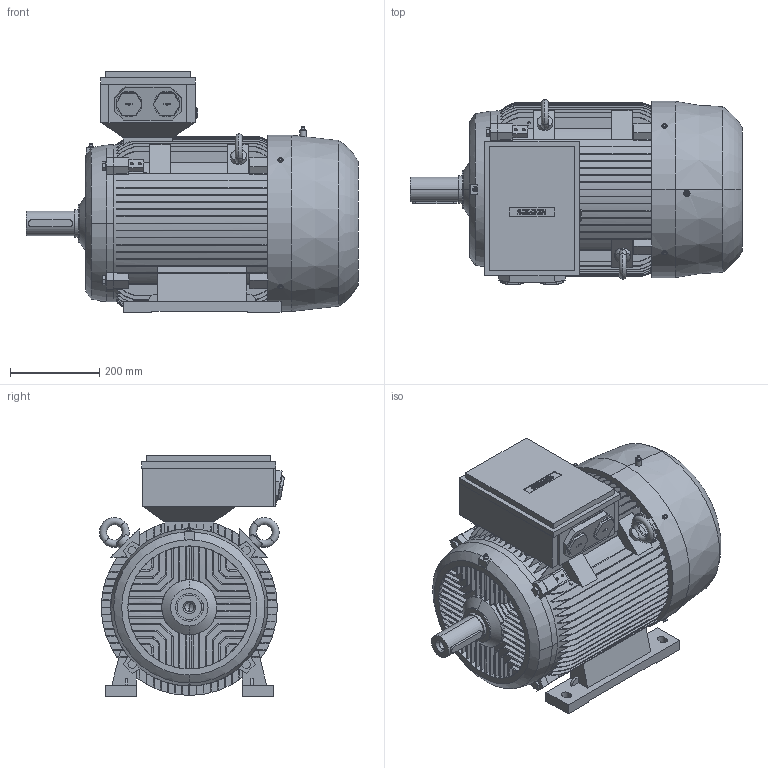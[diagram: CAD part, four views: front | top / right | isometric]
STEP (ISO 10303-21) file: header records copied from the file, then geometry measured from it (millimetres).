
FILE_DESCRIPTION(('STEP AP214'),'1');
FILE_NAME('cctmp_C08FEC87-E33D-459F-8768-DBA5B1BCD1FD_2023_06_27_10_45_42_0780..stp','2023-06-27T08:45:44',('SIEMENS A&D'),('CADClick - www.CADClick.com'),'Spatial InterOp 3D',' ','unknown authorization');
FILE_SCHEMA(('AUTOMOTIVE_DESIGN'));
Length unit declared in the file: millimetre
Products named in the file (1): 1
Bounding box: 746 x 415.54 x 541 mm (x, y, z)
Volume: 74210610.5 mm3; surface area: 2214502.3 mm2
Topology: 1 solids, 1 shells, 1442 faces, 4073 edges, 2680 vertices
Faces by surface type: plane 908, cylinder 306, torus 188, cone 40
Entity records: 68566 total; most frequent: CARTESIAN_POINT 20392, ORIENTED_EDGE 8142, DIRECTION 7119, EDGE_CURVE 4071, VERTEX_POINT 2680, AXIS2_PLACEMENT_3D 2416, LINE 2287, VECTOR 2287
